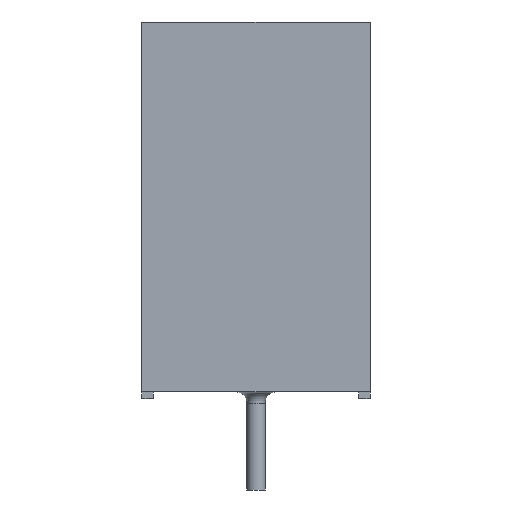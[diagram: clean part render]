
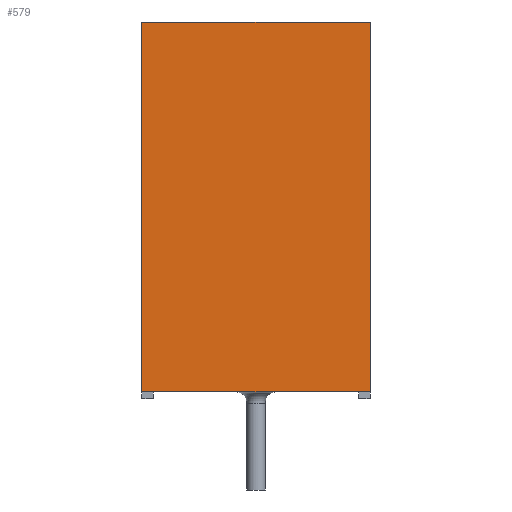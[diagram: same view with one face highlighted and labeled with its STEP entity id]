
A CAD part, left-side view. The second image highlights one B-rep face of the part: STEP entity #579.
In plain terms, the highlighted planar face has unit normal (-1, 0, 0).
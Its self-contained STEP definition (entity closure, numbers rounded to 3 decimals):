
#579 = ADVANCED_FACE( '', ( #1255 ), #1256, .F. );
#1255 = FACE_OUTER_BOUND( '', #2023, .T. );
#1256 = PLANE( '', #2024 );
#2023 = EDGE_LOOP( '', ( #4250, #4251, #4252, #4253 ) );
#2024 = AXIS2_PLACEMENT_3D( '', #4254, #4255, #4256 );
#4250 = ORIENTED_EDGE( '', *, *, #5214, .T. );
#4251 = ORIENTED_EDGE( '', *, *, #5459, .F. );
#4252 = ORIENTED_EDGE( '', *, *, #5591, .F. );
#4253 = ORIENTED_EDGE( '', *, *, #5157, .T. );
#4254 = CARTESIAN_POINT( '', ( -9., -5., 8.1 ) );
#4255 = DIRECTION( '', ( 1., 0., 0. ) );
#4256 = DIRECTION( '', ( 0., 0., -1. ) );
#5157 = EDGE_CURVE( '', #6117, #6115, #6118, .T. );
#5214 = EDGE_CURVE( '', #6115, #6210, #6211, .T. );
#5459 = EDGE_CURVE( '', #6571, #6210, #6573, .T. );
#5591 = EDGE_CURVE( '', #6117, #6571, #6745, .T. );
#6115 = VERTEX_POINT( '', #8072 );
#6117 = VERTEX_POINT( '', #8075 );
#6118 = LINE( '', #8076, #8077 );
#6210 = VERTEX_POINT( '', #8346 );
#6211 = LINE( '', #8347, #8348 );
#6571 = VERTEX_POINT( '', #9230 );
#6573 = LINE( '', #9233, #9234 );
#6745 = LINE( '', #9798, #9799 );
#8072 = CARTESIAN_POINT( '', ( -9., 5., 8.1 ) );
#8075 = CARTESIAN_POINT( '', ( -9., -5., 8.1 ) );
#8076 = CARTESIAN_POINT( '', ( -9., -5., 8.1 ) );
#8077 = VECTOR( '', #10257, 1000. );
#8346 = CARTESIAN_POINT( '', ( -9., 5., -8.1 ) );
#8347 = CARTESIAN_POINT( '', ( -9., 5., 8.1 ) );
#8348 = VECTOR( '', #10298, 1000. );
#9230 = CARTESIAN_POINT( '', ( -9., -5., -8.1 ) );
#9233 = CARTESIAN_POINT( '', ( -9., -5., -8.1 ) );
#9234 = VECTOR( '', #10410, 1000. );
#9798 = CARTESIAN_POINT( '', ( -9., -5., 8.1 ) );
#9799 = VECTOR( '', #10469, 1000. );
#10257 = DIRECTION( '', ( 0., 1., 0. ) );
#10298 = DIRECTION( '', ( 0., 0., -1. ) );
#10410 = DIRECTION( '', ( 0., 1., 0. ) );
#10469 = DIRECTION( '', ( 0., 0., -1. ) );
